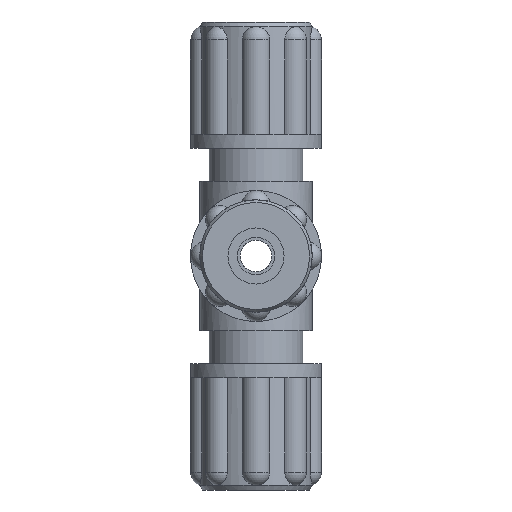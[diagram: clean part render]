
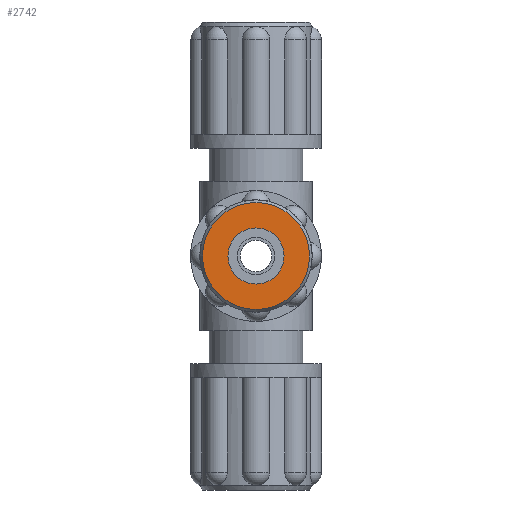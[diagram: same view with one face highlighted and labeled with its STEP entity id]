
A CAD part, left-side view. The second image highlights one B-rep face of the part: STEP entity #2742.
In plain terms, the highlighted planar face has unit normal (-1, 0, 0).
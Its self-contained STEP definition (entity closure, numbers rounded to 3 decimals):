
#121=FACE_BOUND('',#417,.T.);
#149=PLANE('',#3025);
#234=FACE_OUTER_BOUND('',#416,.T.);
#416=EDGE_LOOP('',(#1957,#1958));
#417=EDGE_LOOP('',(#1959,#1960));
#775=CIRCLE('',#2936,3.);
#776=CIRCLE('',#2937,3.);
#830=CIRCLE('',#3026,5.711);
#831=CIRCLE('',#3027,5.711);
#1051=VERTEX_POINT('',#4435);
#1052=VERTEX_POINT('',#4436);
#1107=VERTEX_POINT('',#4791);
#1108=VERTEX_POINT('',#4792);
#1339=EDGE_CURVE('',#1051,#1052,#775,.T.);
#1340=EDGE_CURVE('',#1052,#1051,#776,.T.);
#1428=EDGE_CURVE('',#1107,#1108,#830,.T.);
#1429=EDGE_CURVE('',#1108,#1107,#831,.T.);
#1957=ORIENTED_EDGE('',*,*,#1428,.F.);
#1958=ORIENTED_EDGE('',*,*,#1429,.F.);
#1959=ORIENTED_EDGE('',*,*,#1339,.T.);
#1960=ORIENTED_EDGE('',*,*,#1340,.T.);
#2742=ADVANCED_FACE('',(#234,#121),#149,.T.);
#2936=AXIS2_PLACEMENT_3D('',#4437,#3447,#3448);
#2937=AXIS2_PLACEMENT_3D('',#4438,#3449,#3450);
#3025=AXIS2_PLACEMENT_3D('',#4790,#3643,#3644);
#3026=AXIS2_PLACEMENT_3D('',#4793,#3645,#3646);
#3027=AXIS2_PLACEMENT_3D('',#4794,#3647,#3648);
#3447=DIRECTION('center_axis',(1.,0.,0.));
#3448=DIRECTION('ref_axis',(0.,-1.,0.));
#3449=DIRECTION('center_axis',(1.,0.,0.));
#3450=DIRECTION('ref_axis',(0.,-1.,0.));
#3643=DIRECTION('center_axis',(-1.,0.,0.));
#3644=DIRECTION('ref_axis',(0.,0.,1.));
#3645=DIRECTION('center_axis',(1.,0.,0.));
#3646=DIRECTION('ref_axis',(0.,-1.,0.));
#3647=DIRECTION('center_axis',(1.,0.,0.));
#3648=DIRECTION('ref_axis',(0.,-1.,0.));
#4435=CARTESIAN_POINT('',(-25.,-3.,0.));
#4436=CARTESIAN_POINT('',(-25.,3.,0.));
#4437=CARTESIAN_POINT('Origin',(-25.,0.,0.));
#4438=CARTESIAN_POINT('Origin',(-25.,0.,0.));
#4790=CARTESIAN_POINT('Origin',(-25.,-2.856,0.));
#4791=CARTESIAN_POINT('',(-25.,-5.711,0.));
#4792=CARTESIAN_POINT('',(-25.,5.711,0.));
#4793=CARTESIAN_POINT('Origin',(-25.,0.,0.));
#4794=CARTESIAN_POINT('Origin',(-25.,0.,0.));
